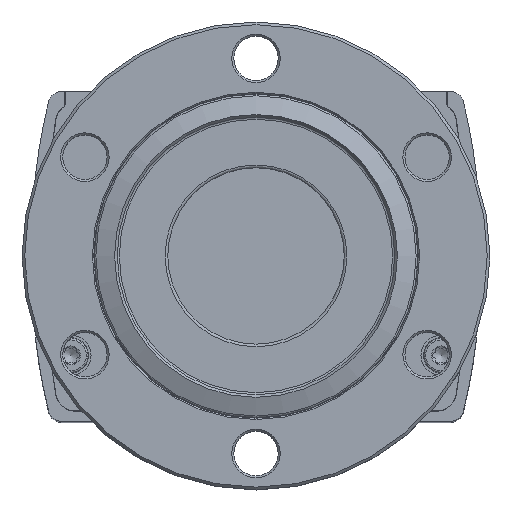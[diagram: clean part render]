
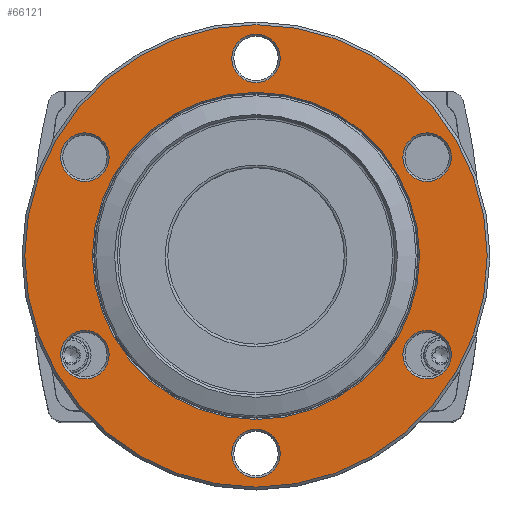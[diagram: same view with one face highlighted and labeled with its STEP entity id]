
A CAD part, top view. The second image highlights one B-rep face of the part: STEP entity #66121.
In plain terms, the highlighted planar face has unit normal (0, 0, 1).
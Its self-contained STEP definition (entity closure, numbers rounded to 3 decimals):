
#663=FACE_BOUND('',#11008,.T.);
#664=FACE_BOUND('',#11009,.T.);
#665=FACE_BOUND('',#11010,.T.);
#666=FACE_BOUND('',#11011,.T.);
#667=FACE_BOUND('',#11012,.T.);
#668=FACE_BOUND('',#11013,.T.);
#669=FACE_BOUND('',#11014,.T.);
#4175=PLANE('',#69735);
#7513=FACE_OUTER_BOUND('',#11007,.T.);
#11007=EDGE_LOOP('',(#58843));
#11008=EDGE_LOOP('',(#58844));
#11009=EDGE_LOOP('',(#58845));
#11010=EDGE_LOOP('',(#58846));
#11011=EDGE_LOOP('',(#58847));
#11012=EDGE_LOOP('',(#58848));
#11013=EDGE_LOOP('',(#58849));
#11014=EDGE_LOOP('',(#58850));
#26120=CIRCLE('',#69734,24.3);
#26121=CIRCLE('',#69736,34.35);
#26122=CIRCLE('',#69737,3.6);
#26123=CIRCLE('',#69738,3.6);
#26124=CIRCLE('',#69739,3.6);
#26125=CIRCLE('',#69740,3.6);
#26126=CIRCLE('',#69741,3.6);
#26127=CIRCLE('',#69742,3.6);
#32058=VERTEX_POINT('',#111503);
#32059=VERTEX_POINT('',#111507);
#32060=VERTEX_POINT('',#111509);
#32061=VERTEX_POINT('',#111511);
#32062=VERTEX_POINT('',#111513);
#32063=VERTEX_POINT('',#111515);
#32064=VERTEX_POINT('',#111517);
#32065=VERTEX_POINT('',#111519);
#41007=EDGE_CURVE('',#32058,#32058,#26120,.T.);
#41008=EDGE_CURVE('',#32059,#32059,#26121,.T.);
#41009=EDGE_CURVE('',#32060,#32060,#26122,.T.);
#41010=EDGE_CURVE('',#32061,#32061,#26123,.T.);
#41011=EDGE_CURVE('',#32062,#32062,#26124,.T.);
#41012=EDGE_CURVE('',#32063,#32063,#26125,.T.);
#41013=EDGE_CURVE('',#32064,#32064,#26126,.T.);
#41014=EDGE_CURVE('',#32065,#32065,#26127,.T.);
#58843=ORIENTED_EDGE('',*,*,#41008,.F.);
#58844=ORIENTED_EDGE('',*,*,#41009,.F.);
#58845=ORIENTED_EDGE('',*,*,#41010,.F.);
#58846=ORIENTED_EDGE('',*,*,#41011,.F.);
#58847=ORIENTED_EDGE('',*,*,#41012,.F.);
#58848=ORIENTED_EDGE('',*,*,#41013,.F.);
#58849=ORIENTED_EDGE('',*,*,#41014,.F.);
#58850=ORIENTED_EDGE('',*,*,#41007,.F.);
#66121=ADVANCED_FACE('',(#7513,#663,#664,#665,#666,#667,#668,#669),#4175,
 .T.);
#69734=AXIS2_PLACEMENT_3D('',#111505,#84035,#84036);
#69735=AXIS2_PLACEMENT_3D('',#111506,#84037,#84038);
#69736=AXIS2_PLACEMENT_3D('',#111508,#84039,#84040);
#69737=AXIS2_PLACEMENT_3D('',#111510,#84041,#84042);
#69738=AXIS2_PLACEMENT_3D('',#111512,#84043,#84044);
#69739=AXIS2_PLACEMENT_3D('',#111514,#84045,#84046);
#69740=AXIS2_PLACEMENT_3D('',#111516,#84047,#84048);
#69741=AXIS2_PLACEMENT_3D('',#111518,#84049,#84050);
#69742=AXIS2_PLACEMENT_3D('',#111520,#84051,#84052);
#84035=DIRECTION('center_axis',(0.,0.,
1.));
#84036=DIRECTION('ref_axis',(1.,0.,0.));
#84037=DIRECTION('center_axis',(0.,0.,
1.));
#84038=DIRECTION('ref_axis',(0.,1.,0.));
#84039=DIRECTION('center_axis',(0.,0.,
-1.));
#84040=DIRECTION('ref_axis',(1.,0.,0.));
#84041=DIRECTION('center_axis',(0.,0.,
1.));
#84042=DIRECTION('ref_axis',(-0.866,-0.5,0.));
#84043=DIRECTION('center_axis',(0.,0.,
1.));
#84044=DIRECTION('ref_axis',(0.,1.,0.));
#84045=DIRECTION('center_axis',(0.,0.,
1.));
#84046=DIRECTION('ref_axis',(0.866,-0.5,0.));
#84047=DIRECTION('center_axis',(0.,0.,
1.));
#84048=DIRECTION('ref_axis',(0.,-1.,0.));
#84049=DIRECTION('center_axis',(0.,0.,
1.));
#84050=DIRECTION('ref_axis',(0.866,0.5,0.));
#84051=DIRECTION('center_axis',(0.,0.,
1.));
#84052=DIRECTION('ref_axis',(-0.866,0.5,0.));
#111503=CARTESIAN_POINT('',(-24.3,0.,92.4));
#111505=CARTESIAN_POINT('Origin',(0.,0.,
92.4));
#111506=CARTESIAN_POINT('Origin',(-29.425,0.,92.4));
#111507=CARTESIAN_POINT('',(-34.35,0.,92.4));
#111508=CARTESIAN_POINT('Origin',(0.,0.,
92.4));
#111509=CARTESIAN_POINT('',(3.118,31.15,92.4));
#111510=CARTESIAN_POINT('Origin',(0.,29.35,92.4));
#111511=CARTESIAN_POINT('',(25.418,-18.275,92.4));
#111512=CARTESIAN_POINT('Origin',(25.418,-14.675,92.4));
#111513=CARTESIAN_POINT('',(-28.536,-12.875,92.4));
#111514=CARTESIAN_POINT('Origin',(-25.418,-14.675,92.4));
#111515=CARTESIAN_POINT('',(-25.418,18.275,92.4));
#111516=CARTESIAN_POINT('Origin',(-25.418,14.675,92.4));
#111517=CARTESIAN_POINT('',(-3.118,-31.15,92.4));
#111518=CARTESIAN_POINT('Origin',(0.,-29.35,92.4));
#111519=CARTESIAN_POINT('',(28.536,12.875,92.4));
#111520=CARTESIAN_POINT('Origin',(25.418,14.675,92.4));
